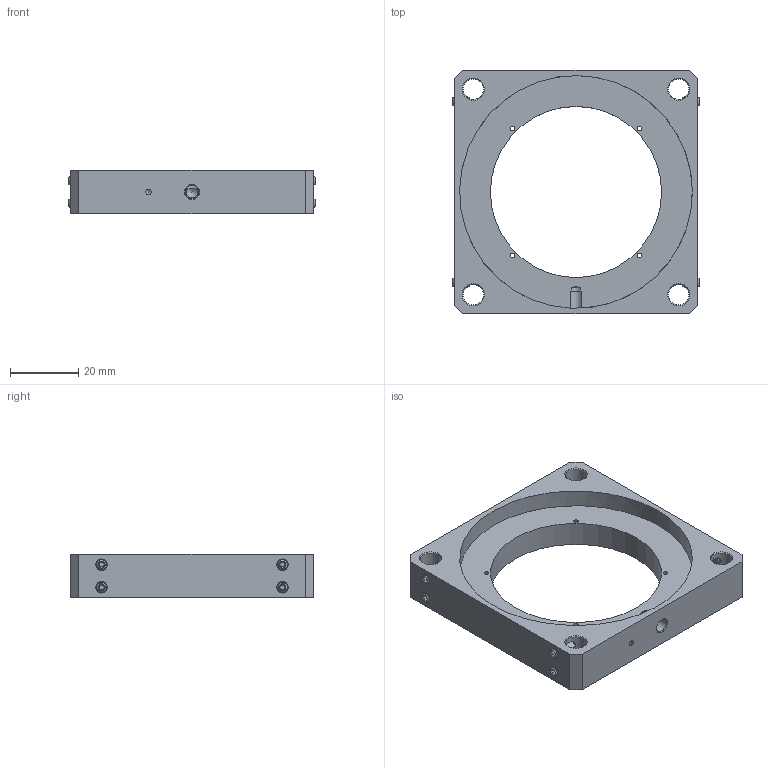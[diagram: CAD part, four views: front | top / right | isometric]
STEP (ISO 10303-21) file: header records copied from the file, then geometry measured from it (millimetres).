
FILE_DESCRIPTION(/* description */ (''),/* implementation_level */ '2;1');
FILE_NAME(/* name */ '60mm-blank-cageplate-LCP03M-Nikon-MOD.stp',/* time_stamp */ '2019-01-28T14:30:39+01:00',/* author */ ('voigt'),/* organization */ (''),/* preprocessor_version */ 'ST-DEVELOPER v16.1',/* originating_system */ 'Autodesk Inventor 2016',/* authorisation */ '');
FILE_SCHEMA (('AUTOMOTIVE_DESIGN { 1 0 10303 214 3 1 1 }'));
Length unit declared in the file: inch
Products named in the file (1): 60mm-blank-cageplate-LCP03M-Nikon-MOD
Bounding box: 71.88 x 71.12 x 12.7 mm (x, y, z)
Volume: 28550.7 mm3; surface area: 13849.9 mm2
Topology: 9 solids, 9 shells, 220 faces, 510 edges, 323 vertices
Faces by surface type: plane 140, cone 43, cylinder 37
Full cylindrical faces by diameter (mm): 1.321 x4, 1.587 x1, 2.261 x8, 2.845 x16, 4 x1, 6.02 x4, 50 x1, 68 x1
Entity records: 5943 total; most frequent: CARTESIAN_POINT 1276, DIRECTION 926, ORIENTED_EDGE 790, EDGE_CURVE 395, EDGE_LOOP 350, AXIS2_PLACEMENT_3D 328, VERTEX_POINT 287, LINE 270
